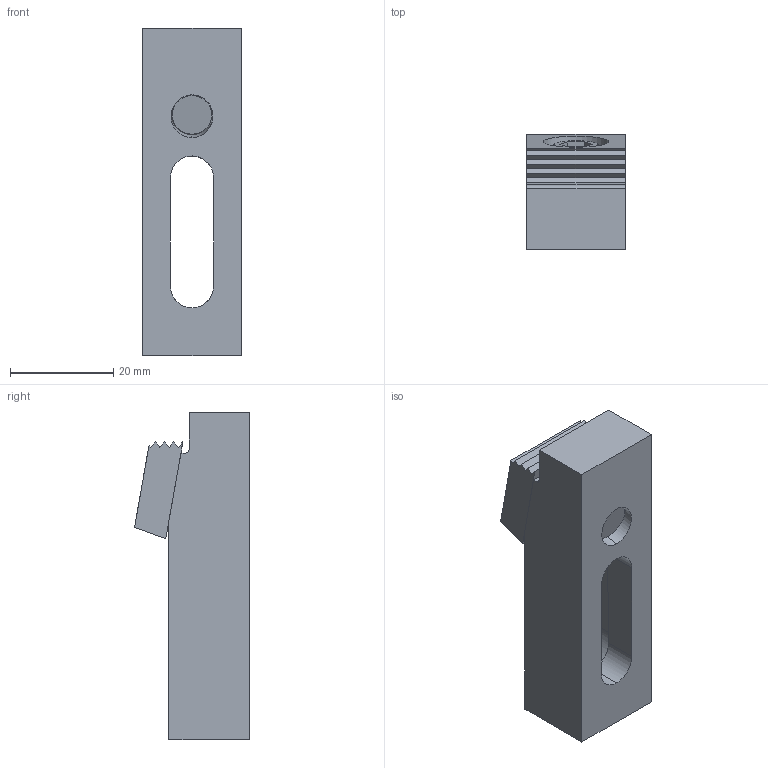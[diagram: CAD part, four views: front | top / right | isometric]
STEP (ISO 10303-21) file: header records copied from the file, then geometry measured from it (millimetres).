
FILE_DESCRIPTION (( 'STEP AP214' ), '1' );
FILE_NAME ('SW3dPS-53140.step', '2010-05-06T02:33:09', ( 'SysAdmin' ), ( 'SolidWorks' ), 'SwSTEP 2.0', 'SolidWorks 2010', '' );
FILE_SCHEMA (( 'AUTOMOTIVE_DESIGN' ));
Length unit declared in the file: inch
Products named in the file (5): SW3dPS-53140_123140; SW3dPS-53140_10371; SW3dPS-53140; SW3dPS-53140_750; SW3dPS-53140_washer and screw
Assembly tree (4 placements, depth 3):
  SW3dPS-53140
    SW3dPS-53140_123140
    SW3dPS-53140_washer and screw
      SW3dPS-53140_10371
      SW3dPS-53140_750
Bounding box: 19.05 x 22.28 x 63.5 mm (x, y, z)
Volume: 14632.7 mm3; surface area: 7980.4 mm2
Topology: 3 solids, 3 shells, 66 faces, 161 edges, 103 vertices
Faces by surface type: plane 43, cylinder 17, cone 4, sphere 2
Entity records: 2198 total; most frequent: CARTESIAN_POINT 445, DIRECTION 331, ORIENTED_EDGE 318, EDGE_CURVE 159, VECTOR 111, LINE 111, AXIS2_PLACEMENT_3D 110, VERTEX_POINT 103
